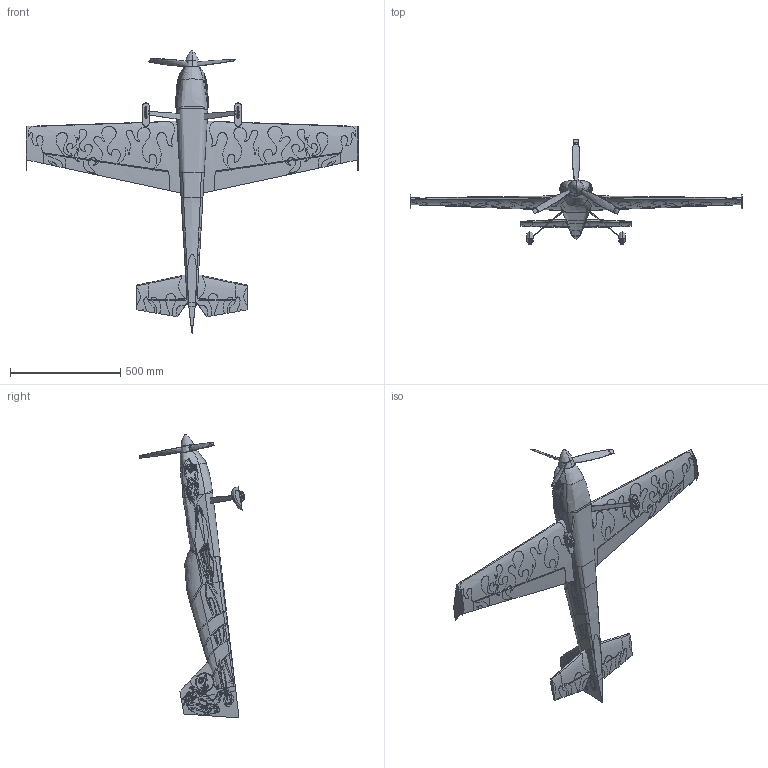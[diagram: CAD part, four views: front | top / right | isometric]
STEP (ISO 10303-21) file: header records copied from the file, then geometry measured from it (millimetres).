
FILE_DESCRIPTION(('FreeCAD Model'),'2;1');
FILE_NAME('Open CASCADE Shape Model','2025-04-27T11:46:47',('FreeCAD'),( 'FreeCAD'),'Open CASCADE STEP processor 7.6','FreeCAD','Unknown');
FILE_SCHEMA(('AUTOMOTIVE_DESIGN { 1 0 10303 214 1 1 1 1 }'));
Products named in the file (1): Open CASCADE STEP translator 7.6 1
Bounding box: 1509.08 x 480.08 x 1289.46 mm (x, y, z)
Volume: 23154623.4 mm3; surface area: 1817009.2 mm2
Topology: 26 solids, 26 shells, 862 faces, 4582 edges, 3845 vertices
Faces by surface type: bspline 862
Entity records: 122152 total; most frequent: CARTESIAN_POINT 96416, ORIENTED_EDGE 9160, EDGE_CURVE 4580, B_SPLINE_CURVE_WITH_KNOTS 4454, VERTEX_POINT 3845, FACE_BOUND 987, EDGE_LOOP 987, ADVANCED_FACE 862
